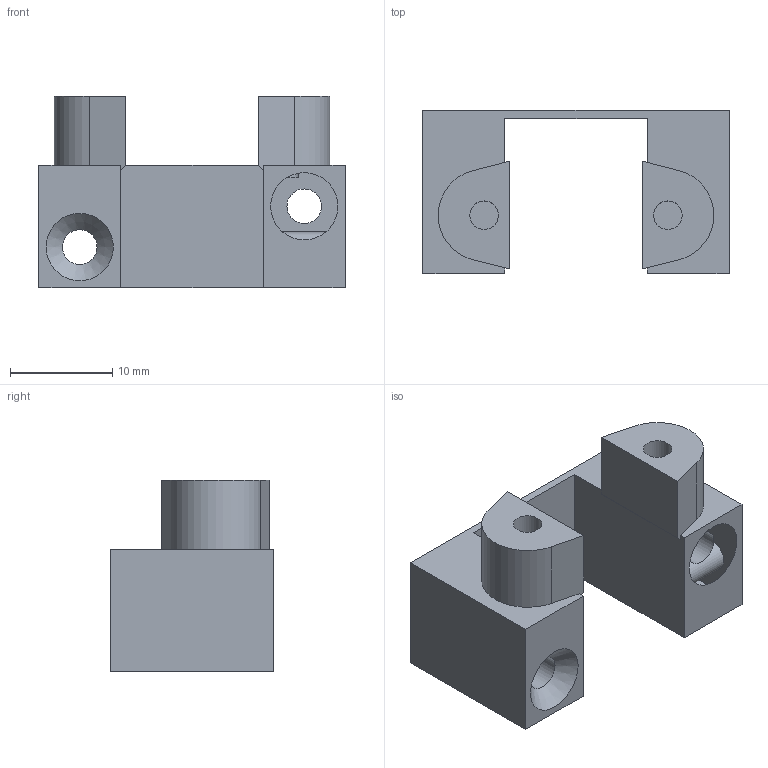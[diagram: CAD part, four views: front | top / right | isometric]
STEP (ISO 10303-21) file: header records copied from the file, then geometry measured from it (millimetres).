
FILE_DESCRIPTION(/* description */ (''),/* implementation_level */ '2;1');
FILE_NAME(/* name */ 'Mod BLTouch.stp',/* time_stamp */ '2025-07-16T23:34:01+02:00',/* author */ ('lucag'),/* organization */ (''),/* preprocessor_version */ 'ST-DEVELOPER v19',/* originating_system */ 'Autodesk Inventor 2023',/* authorisation */ '');
FILE_SCHEMA (('AUTOMOTIVE_DESIGN { 1 0 10303 214 3 1 1 }'));
Length unit declared in the file: millimetre
Products named in the file (1): BLTouch modulo 5
Bounding box: 30 x 16 x 18.8 mm (x, y, z)
Volume: 3453.5 mm3; surface area: 2993.7 mm2
Topology: 1 solids, 1 shells, 34 faces, 82 edges, 54 vertices
Faces by surface type: plane 24, cylinder 8, cone 2
Full cylindrical faces by diameter (mm): 2.8 x2, 3 x2, 3.4 x2
Entity records: 1039 total; most frequent: CARTESIAN_POINT 171, DIRECTION 170, ORIENTED_EDGE 164, EDGE_CURVE 82, LINE 64, VECTOR 64, VERTEX_POINT 54, AXIS2_PLACEMENT_3D 53
